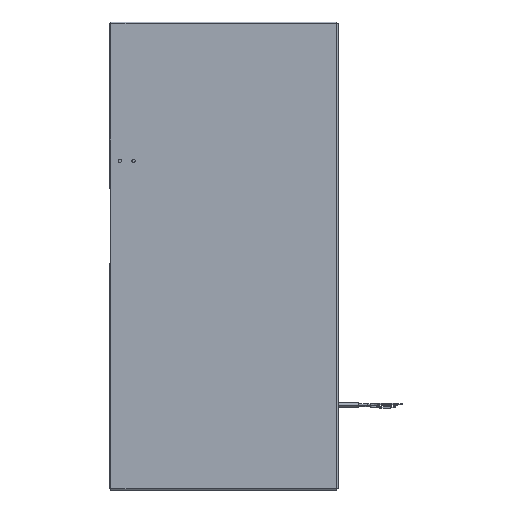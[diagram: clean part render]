
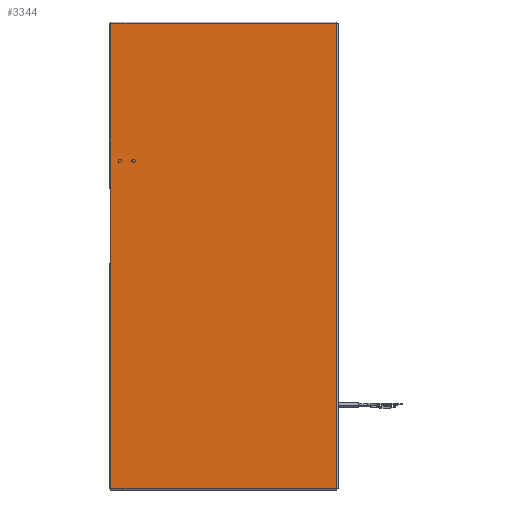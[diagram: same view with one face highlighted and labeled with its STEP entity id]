
A CAD part, front view. The second image highlights one B-rep face of the part: STEP entity #3344.
In plain terms, the highlighted planar face has unit normal (0, 1, 0).
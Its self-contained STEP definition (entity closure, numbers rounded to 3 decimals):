
#70=CARTESIAN_POINT('Vertex',(-165.,-140.547,-340.)) ;
#73=CARTESIAN_POINT('Line Origine',(-0.61,-140.547,-340.)) ;
#77=CARTESIAN_POINT('Vertex',(165.,-140.547,-340.)) ;
#97=CARTESIAN_POINT('Line Origine',(-0.61,-140.547,340.)) ;
#101=CARTESIAN_POINT('Vertex',(-165.,-140.547,340.)) ;
#103=CARTESIAN_POINT('Vertex',(165.,-140.547,340.)) ;
#137=CARTESIAN_POINT('Line Origine',(165.,-140.547,0.)) ;
#1135=CARTESIAN_POINT('Line Origine',(-165.,-140.547,0.)) ;
#1139=CARTESIAN_POINT('Vertex',(-165.,-140.547,99.)) ;
#1177=CARTESIAN_POINT('Vertex',(-165.,-140.547,-11.)) ;
#1180=CARTESIAN_POINT('Line Origine',(-165.,-140.547,0.)) ;
#1211=CARTESIAN_POINT('Line Origine',(-165.,-140.547,44.)) ;
#3331=CARTESIAN_POINT('Axis2P3D Location',(0.,-140.547,0.)) ;
#74=DIRECTION('Vector Direction',(1.,0.,0.)) ;
#98=DIRECTION('Vector Direction',(-1.,0.,0.)) ;
#138=DIRECTION('Vector Direction',(0.,0.,1.)) ;
#1136=DIRECTION('Vector Direction',(0.,0.,-1.)) ;
#1181=DIRECTION('Vector Direction',(0.,0.,-1.)) ;
#1212=DIRECTION('Vector Direction',(0.,0.,1.)) ;
#3332=DIRECTION('Axis2P3D Direction',(0.,1.,-0.)) ;
#3333=DIRECTION('Axis2P3D XDirection',(-1.,0.,0.)) ;
#3334=AXIS2_PLACEMENT_3D('Plane Axis2P3D',#3331,#3332,#3333) ;
#3337=ORIENTED_EDGE('',*,*,#105,.T.) ;
#3338=ORIENTED_EDGE('',*,*,#141,.T.) ;
#3339=ORIENTED_EDGE('',*,*,#79,.T.) ;
#3340=ORIENTED_EDGE('',*,*,#1184,.T.) ;
#3341=ORIENTED_EDGE('',*,*,#1215,.T.) ;
#3342=ORIENTED_EDGE('',*,*,#1141,.T.) ;
#75=VECTOR('Line Direction',#74,1.) ;
#99=VECTOR('Line Direction',#98,1.) ;
#139=VECTOR('Line Direction',#138,1.) ;
#1137=VECTOR('Line Direction',#1136,1.) ;
#1182=VECTOR('Line Direction',#1181,1.) ;
#1213=VECTOR('Line Direction',#1212,1.) ;
#3344=ADVANCED_FACE('Sheet.1',(#3343),#3335,.T.) ;
#79=EDGE_CURVE('',#78,#71,#76,.F.) ;
#105=EDGE_CURVE('',#102,#104,#100,.F.) ;
#141=EDGE_CURVE('',#104,#78,#140,.F.) ;
#1141=EDGE_CURVE('',#1140,#102,#1138,.F.) ;
#1184=EDGE_CURVE('',#71,#1178,#1183,.F.) ;
#1215=EDGE_CURVE('',#1178,#1140,#1214,.T.) ;
#3336=EDGE_LOOP('',(#3337,#3338,#3339,#3340,#3341,#3342)) ;
#3343=FACE_OUTER_BOUND('',#3336,.T.) ;
#76=LINE('Line',#73,#75) ;
#100=LINE('Line',#97,#99) ;
#140=LINE('Line',#137,#139) ;
#1138=LINE('Line',#1135,#1137) ;
#1183=LINE('Line',#1180,#1182) ;
#1214=LINE('Line',#1211,#1213) ;
#3335=PLANE('',#3334) ;
#71=VERTEX_POINT('',#70) ;
#78=VERTEX_POINT('',#77) ;
#102=VERTEX_POINT('',#101) ;
#104=VERTEX_POINT('',#103) ;
#1140=VERTEX_POINT('',#1139) ;
#1178=VERTEX_POINT('',#1177) ;
